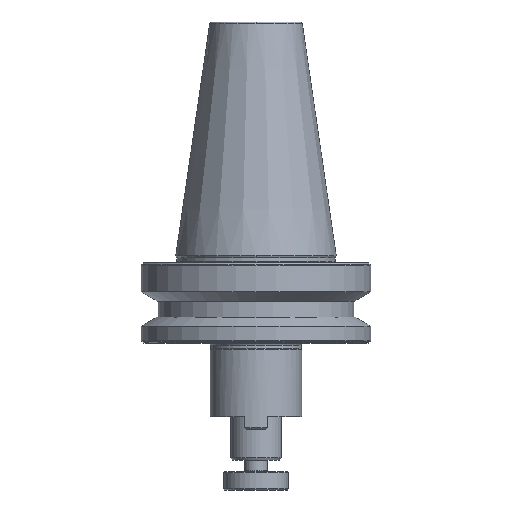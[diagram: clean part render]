
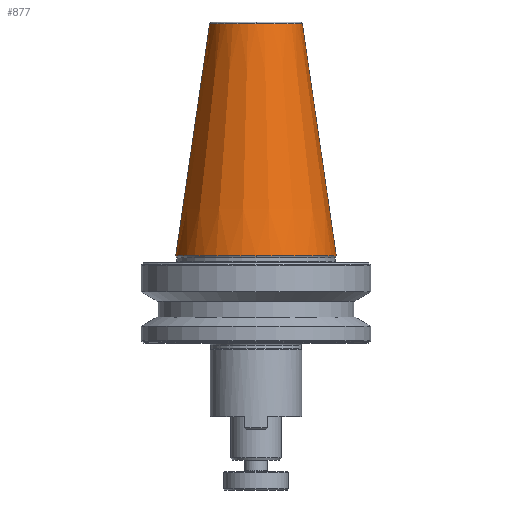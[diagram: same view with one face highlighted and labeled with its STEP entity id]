
A CAD part, front view. The second image highlights one B-rep face of the part: STEP entity #877.
In plain terms, the highlighted conical face has half-angle 8.297 degrees and reference radius 34.925 mm.
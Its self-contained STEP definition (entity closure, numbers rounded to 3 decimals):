
#18 = ORIENTED_EDGE ( 'NONE', *, *, #49, .T. ) ;
#46 = VERTEX_POINT ( 'NONE', #1084 ) ;
#49 = EDGE_CURVE ( 'NONE', #173, #308, #1670, .T. ) ;
#112 = CIRCLE ( 'NONE', #1701, 20.204 ) ;
#154 = ORIENTED_EDGE ( 'NONE', *, *, #266, .F. ) ;
#173 = VERTEX_POINT ( 'NONE', #1122 ) ;
#208 = AXIS2_PLACEMENT_3D ( 'NONE', #966, #269, #926 ) ;
#215 = CARTESIAN_POINT ( 'NONE',  ( 0., 0., 100.944 ) ) ;
#218 = DIRECTION ( 'NONE',  ( 0., 0., -1. ) ) ;
#220 = DIRECTION ( 'NONE',  ( -1., 0., 0. ) ) ;
#248 = AXIS2_PLACEMENT_3D ( 'NONE', #2212, #2513, #965 ) ;
#266 = EDGE_CURVE ( 'NONE', #1584, #1124, #860, .T. ) ;
#269 = DIRECTION ( 'NONE',  ( 0., 0., 1. ) ) ;
#295 = EDGE_LOOP ( 'NONE', ( #154, #1253, #699, #1651, #18, #2173 ) ) ;
#308 = VERTEX_POINT ( 'NONE', #1167 ) ;
#319 = AXIS2_PLACEMENT_3D ( 'NONE', #440, #949, #448 ) ;
#323 = CARTESIAN_POINT ( 'NONE',  ( -20.204, 0., 100.944 ) ) ;
#427 = AXIS2_PLACEMENT_3D ( 'NONE', #215, #218, #220 ) ;
#440 = CARTESIAN_POINT ( 'NONE',  ( 0., 0., 0. ) ) ;
#448 = DIRECTION ( 'NONE',  ( -1., 0., 0. ) ) ;
#494 = LINE ( 'NONE', #797, #2007 ) ;
#699 = ORIENTED_EDGE ( 'NONE', *, *, #1266, .T. ) ;
#797 = CARTESIAN_POINT ( 'NONE',  ( -34.925, 0., 0. ) ) ;
#798 = DIRECTION ( 'NONE',  ( -0.144, 0., -0.99 ) ) ;
#860 = LINE ( 'NONE', #1459, #1880 ) ;
#877 = ADVANCED_FACE ( 'NONE', ( #1859 ), #1272, .T. ) ;
#884 = EDGE_CURVE ( 'NONE', #1584, #46, #1914, .T. ) ;
#926 = DIRECTION ( 'NONE',  ( -1., 0., 0. ) ) ;
#949 = DIRECTION ( 'NONE',  ( 0., 0., -1. ) ) ;
#965 = DIRECTION ( 'NONE',  ( -1., 0., 0. ) ) ;
#966 = CARTESIAN_POINT ( 'NONE',  ( 0., 0., 0. ) ) ;
#1084 = CARTESIAN_POINT ( 'NONE',  ( 0., -20.204, 100.944 ) ) ;
#1122 = CARTESIAN_POINT ( 'NONE',  ( -34.925, 0., 0. ) ) ;
#1124 = VERTEX_POINT ( 'NONE', #2294 ) ;
#1167 = CARTESIAN_POINT ( 'NONE',  ( 0., -34.925, 0. ) ) ;
#1253 = ORIENTED_EDGE ( 'NONE', *, *, #884, .T. ) ;
#1266 = EDGE_CURVE ( 'NONE', #46, #2307, #112, .T. ) ;
#1272 = CONICAL_SURFACE ( 'NONE', #319, 34.925, 0.145 ) ;
#1349 = CARTESIAN_POINT ( 'NONE',  ( 20.204, 0., 100.944 ) ) ;
#1368 = CIRCLE ( 'NONE', #208, 34.925 ) ;
#1434 = DIRECTION ( 'NONE',  ( -1., 0., 0. ) ) ;
#1459 = CARTESIAN_POINT ( 'NONE',  ( 34.925, 0., 0. ) ) ;
#1584 = VERTEX_POINT ( 'NONE', #1349 ) ;
#1651 = ORIENTED_EDGE ( 'NONE', *, *, #2269, .T. ) ;
#1670 = CIRCLE ( 'NONE', #248, 34.925 ) ;
#1701 = AXIS2_PLACEMENT_3D ( 'NONE', #2113, #2308, #1434 ) ;
#1859 = FACE_OUTER_BOUND ( 'NONE', #295, .T. ) ;
#1880 = VECTOR ( 'NONE', #2149, 1000. ) ;
#1914 = CIRCLE ( 'NONE', #427, 20.204 ) ;
#2007 = VECTOR ( 'NONE', #798, 1000. ) ;
#2048 = EDGE_CURVE ( 'NONE', #308, #1124, #1368, .T. ) ;
#2113 = CARTESIAN_POINT ( 'NONE',  ( 0., 0., 100.944 ) ) ;
#2149 = DIRECTION ( 'NONE',  ( 0.144, 0., -0.99 ) ) ;
#2173 = ORIENTED_EDGE ( 'NONE', *, *, #2048, .T. ) ;
#2212 = CARTESIAN_POINT ( 'NONE',  ( 0., 0., 0. ) ) ;
#2269 = EDGE_CURVE ( 'NONE', #2307, #173, #494, .T. ) ;
#2294 = CARTESIAN_POINT ( 'NONE',  ( 34.925, 0., 0. ) ) ;
#2307 = VERTEX_POINT ( 'NONE', #323 ) ;
#2308 = DIRECTION ( 'NONE',  ( 0., 0., -1. ) ) ;
#2513 = DIRECTION ( 'NONE',  ( 0., 0., 1. ) ) ;
